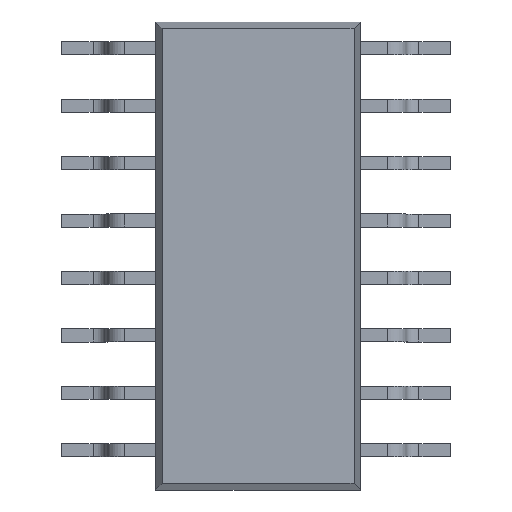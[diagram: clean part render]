
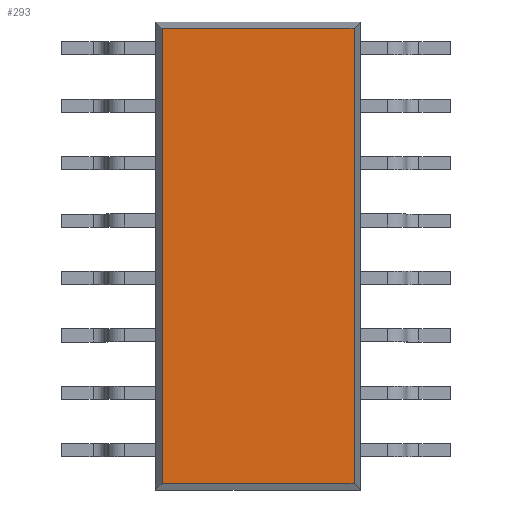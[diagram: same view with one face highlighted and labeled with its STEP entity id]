
A CAD part, top view. The second image highlights one B-rep face of the part: STEP entity #293.
In plain terms, the highlighted planar face has unit normal (0, 0, 1).
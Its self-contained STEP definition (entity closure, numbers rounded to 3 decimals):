
#293 = ADVANCED_FACE ( 'NONE', ( #3327 ), #3312, .F. ) ;
#294 = EDGE_LOOP ( 'NONE', ( #295, #299, #302, #305 ) ) ;
#295 = ORIENTED_EDGE ( 'NONE', *, *, #296, .T. ) ;
#296 = EDGE_CURVE ( 'NONE', #297, #298, #3307, .T. ) ;
#297 = VERTEX_POINT ( 'NONE', #3303 ) ;
#298 = VERTEX_POINT ( 'NONE', #3302 ) ;
#299 = ORIENTED_EDGE ( 'NONE', *, *, #300, .T. ) ;
#300 = EDGE_CURVE ( 'NONE', #298, #301, #3301, .T. ) ;
#301 = VERTEX_POINT ( 'NONE', #3297 ) ;
#302 = ORIENTED_EDGE ( 'NONE', *, *, #303, .T. ) ;
#303 = EDGE_CURVE ( 'NONE', #301, #304, #3296, .T. ) ;
#304 = VERTEX_POINT ( 'NONE', #3292 ) ;
#305 = ORIENTED_EDGE ( 'NONE', *, *, #306, .T. ) ;
#306 = EDGE_CURVE ( 'NONE', #304, #297, #3290, .T. ) ;
#3287 = DIRECTION ( 'NONE',  ( 1., 0., 0. ) ) ;
#3288 = VECTOR ( 'NONE', #3287, 1000. ) ;
#3289 = CARTESIAN_POINT ( 'NONE',  ( 0., 0.123, 1.53 ) ) ;
#3290 = LINE ( 'NONE', #3289, #3288 ) ;
#3292 = CARTESIAN_POINT ( 'NONE',  ( 0.123, 0.123, 1.53 ) ) ;
#3293 = DIRECTION ( 'NONE',  ( 0., -1., 0. ) ) ;
#3294 = VECTOR ( 'NONE', #3293, 1000. ) ;
#3295 = CARTESIAN_POINT ( 'NONE',  ( 0.123, 0., 1.53 ) ) ;
#3296 = LINE ( 'NONE', #3295, #3294 ) ;
#3297 = CARTESIAN_POINT ( 'NONE',  ( 0.123, 8.837, 1.53 ) ) ;
#3298 = DIRECTION ( 'NONE',  ( -1., 0., 0. ) ) ;
#3299 = VECTOR ( 'NONE', #3298, 1000. ) ;
#3300 = CARTESIAN_POINT ( 'NONE',  ( 0., 8.837, 1.53 ) ) ;
#3301 = LINE ( 'NONE', #3300, #3299 ) ;
#3302 = CARTESIAN_POINT ( 'NONE',  ( 3.797, 8.837, 1.53 ) ) ;
#3303 = CARTESIAN_POINT ( 'NONE',  ( 3.797, 0.123, 1.53 ) ) ;
#3304 = DIRECTION ( 'NONE',  ( 0., 1., 0. ) ) ;
#3305 = VECTOR ( 'NONE', #3304, 1000. ) ;
#3306 = CARTESIAN_POINT ( 'NONE',  ( 3.797, 0., 1.53 ) ) ;
#3307 = LINE ( 'NONE', #3306, #3305 ) ;
#3308 = DIRECTION ( 'NONE',  ( -1., 0., 0. ) ) ;
#3309 = DIRECTION ( 'NONE',  ( 0., 0., -1. ) ) ;
#3310 = CARTESIAN_POINT ( 'NONE',  ( 0., 0., 1.53 ) ) ;
#3311 = AXIS2_PLACEMENT_3D ( 'NONE', #3310, #3309, #3308 ) ;
#3312 = PLANE ( 'NONE',  #3311 ) ;
#3327 = FACE_OUTER_BOUND ( 'NONE', #294, .T. ) ;
